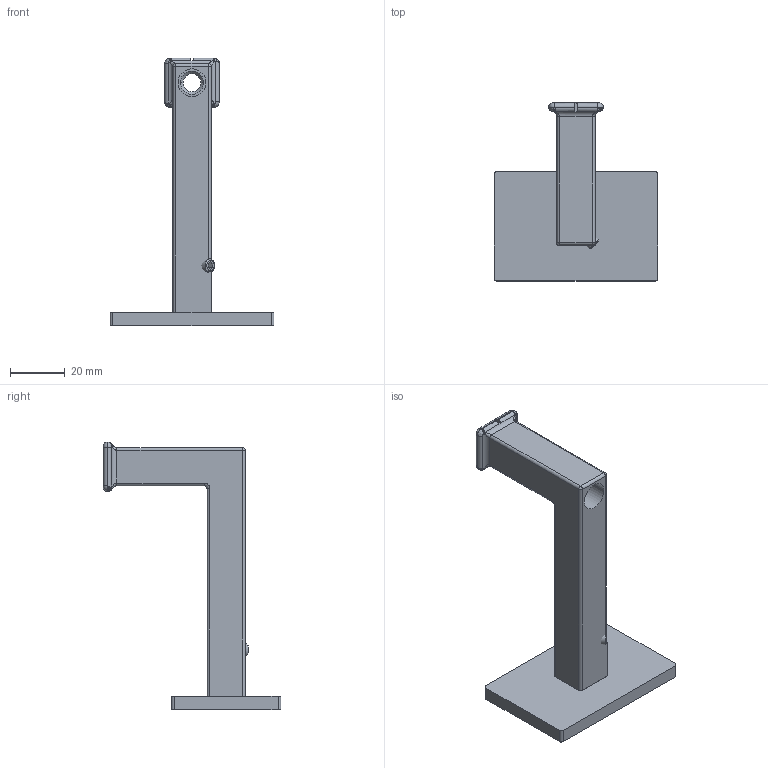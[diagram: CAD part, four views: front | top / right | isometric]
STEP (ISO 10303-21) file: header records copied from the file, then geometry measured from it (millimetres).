
FILE_DESCRIPTION (( 'STEP AP203' ), '1' );
FILE_NAME ('A_4111-000.STEP', '2018-12-12T13:02:49', ( '' ), ( '' ), 'SwSTEP 2.0', 'SolidWorks 2018', '' );
FILE_SCHEMA (( 'CONFIG_CONTROL_DESIGN' ));
Length unit declared in the file: millimetre
Products named in the file (5): A_4111-000; A_4111-000.P3; A_4111-000.P1; A_4111-000.P2; DIN 913_SKRUTKA M 5X 6
Assembly tree (4 placements, depth 2):
  A_4111-000
    A_4111-000.P1
    A_4111-000.P2
    A_4111-000.P3
    DIN 913_SKRUTKA M 5X 6
Bounding box: 60 x 65 x 98 mm (x, y, z)
Volume: 30993.8 mm3; surface area: 17830.2 mm2
Topology: 4 solids, 4 shells, 240 faces, 576 edges, 331 vertices
Faces by surface type: cylinder 102, plane 70, cone 21, bspline 20, sphere 15, torus 12
Entity records: 7901 total; most frequent: CARTESIAN_POINT 2056, DIRECTION 1139, ORIENTED_EDGE 1108, EDGE_CURVE 554, AXIS2_PLACEMENT_3D 436, VERTEX_POINT 331, VECTOR 267, LINE 267
